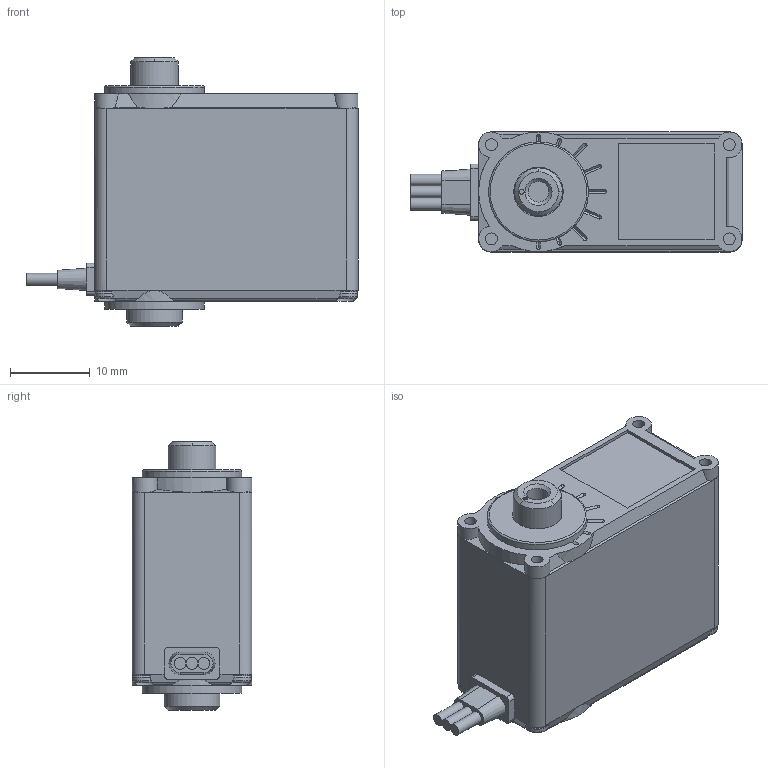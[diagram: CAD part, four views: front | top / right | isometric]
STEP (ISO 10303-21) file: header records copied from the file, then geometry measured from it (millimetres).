
FILE_DESCRIPTION((''),'2;1');
FILE_NAME('TEMP.stp','2017-10-30T16:28:20',(''),(''),'STEP Write','Mastercam X9 ... CNC Software, Inc.','');
FILE_SCHEMA(('AUTOMOTIVE_DESIGN'));
Length unit declared in the file: millimetre
Products named in the file (1): None
Bounding box: 41.6 x 15 x 33.6 mm (x, y, z)
Volume: 13054.4 mm3; surface area: 4844.2 mm2
Topology: 5 solids, 5 shells, 304 faces, 805 edges, 525 vertices
Faces by surface type: plane 190, cylinder 70, cone 27, torus 9, sphere 4, bspline 4
Full cylindrical faces by diameter (mm): 0.6 x1, 1.5 x4, 1.7 x4, 1.8 x4, 2.4 x1, 2.6 x1, 3 x4, 6 x1, 6.2 x1, 7 x1, 12.5 x2
Entity records: 9808 total; most frequent: CARTESIAN_POINT 2481, DIRECTION 1524, ORIENTED_EDGE 1482, EDGE_CURVE 741, AXIS2_PLACEMENT_3D 563, VERTEX_POINT 506, VECTOR 398, LINE 398
